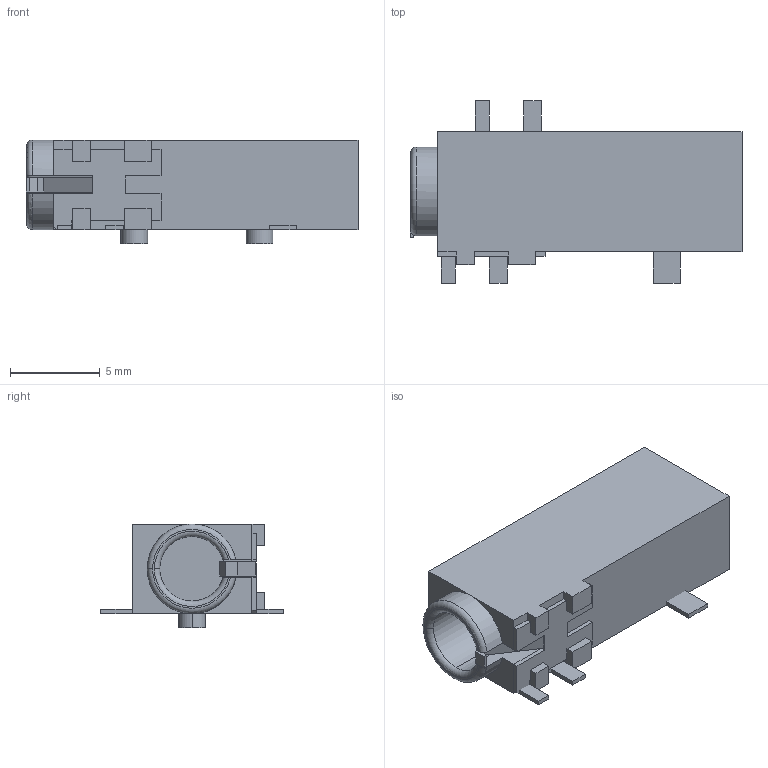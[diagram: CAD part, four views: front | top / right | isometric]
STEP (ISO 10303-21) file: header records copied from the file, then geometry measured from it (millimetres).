
FILE_DESCRIPTION(('HOOPS Exchange Step'),'2;1');
FILE_NAME('export-A626E367-A817-4A55-83FD-8E8AA9055952.stp','2023-01-01T15:45:21-08:00',('Daxxn'),('Alibre'),'HOOPS Exchange 2022.0','Alibre','Unknown authorisation');
FILE_SCHEMA( ('AP242_MANAGED_MODEL_BASED_3D_ENGINEERING_MIM_LF {1 0 10303 442 1 1 4 }') );
Length unit declared in the file: millimetre
Products named in the file (9): Casing; Pin3; Pin6; Pin2; Pin1; Pin4; RingSwitch; SidePlate; SJ-43515RS-SMT-TR v4
Assembly tree (8 placements, depth 2):
  SJ-43515RS-SMT-TR v4
    Casing
    Pin3
    Pin6
    Pin2
    Pin1
    Pin4
    RingSwitch
    SidePlate
Bounding box: 18.54 x 10.2 x 5.8 mm (x, y, z)
Volume: 440.5 mm3; surface area: 775 mm2
Topology: 8 solids, 8 shells, 118 faces, 297 edges, 197 vertices
Faces by surface type: plane 106, cylinder 8, torus 4
Entity records: 3836 total; most frequent: CARTESIAN_POINT 666, ORIENTED_EDGE 594, DIRECTION 592, EDGE_CURVE 297, VECTOR 266, LINE 266, VERTEX_POINT 197, AXIS2_PLACEMENT_3D 163
